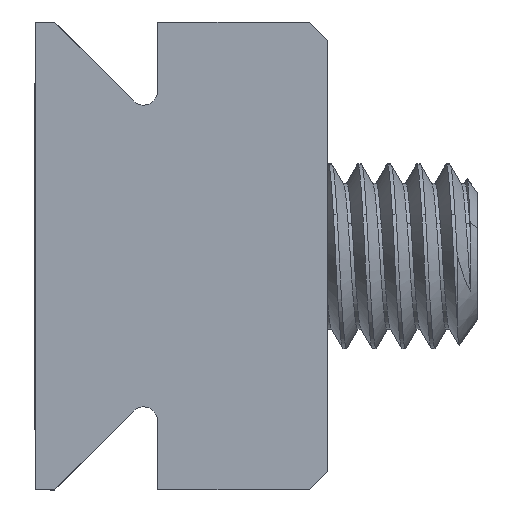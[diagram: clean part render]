
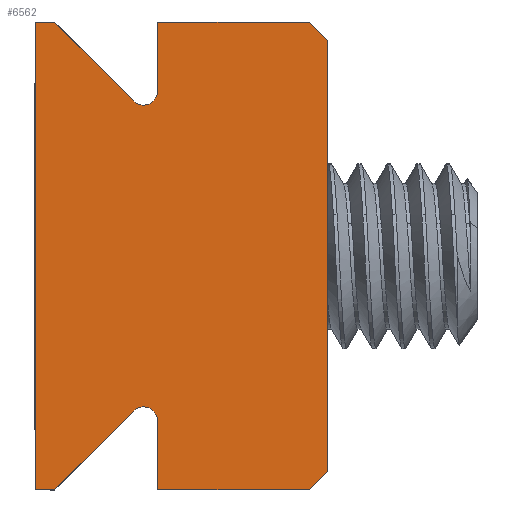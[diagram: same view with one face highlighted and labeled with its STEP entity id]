
A CAD part, left-side view. The second image highlights one B-rep face of the part: STEP entity #6562.
In plain terms, the highlighted planar face has unit normal (-1, 0, 0).
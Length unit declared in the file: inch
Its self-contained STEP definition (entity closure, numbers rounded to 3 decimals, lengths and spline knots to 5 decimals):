
#128 = CARTESIAN_POINT ( 'NONE',  ( -2.916, 0.25, -0.16231 ) ) ;
#334 = EDGE_CURVE ( 'NONE', #3478, #928, #7024, .T. ) ;
#402 = DIRECTION ( 'NONE',  ( 0., 0., -1. ) ) ;
#410 = AXIS2_PLACEMENT_3D ( 'NONE', #3339, #4855, #3247 ) ;
#500 = VERTEX_POINT ( 'NONE', #5660 ) ;
#629 = VECTOR ( 'NONE', #2431, 39.37008 ) ;
#636 = AXIS2_PLACEMENT_3D ( 'NONE', #7393, #3348, #402 ) ;
#687 = CARTESIAN_POINT ( 'NONE',  ( -2.916, 0., 0. ) ) ;
#751 = ORIENTED_EDGE ( 'NONE', *, *, #2134, .T. ) ;
#892 = EDGE_CURVE ( 'NONE', #3085, #5642, #6935, .T. ) ;
#928 = VERTEX_POINT ( 'NONE', #7758 ) ;
#1369 = CARTESIAN_POINT ( 'NONE',  ( -2.916, -0.23031, -0.182 ) ) ;
#1389 = FACE_OUTER_BOUND ( 'NONE', #8938, .T. ) ;
#1424 = CARTESIAN_POINT ( 'NONE',  ( -2.916, 0.16561, 0.02561 ) ) ;
#1448 = EDGE_CURVE ( 'NONE', #2755, #2362, #7031, .T. ) ;
#1501 = DIRECTION ( 'NONE',  ( 0., 1., 0. ) ) ;
#1528 = CIRCLE ( 'NONE', #410, 0.015 ) ;
#1534 = VERTEX_POINT ( 'NONE', #3297 ) ;
#1664 = CARTESIAN_POINT ( 'NONE',  ( -2.916, -0.25, -0.16231 ) ) ;
#1691 = ORIENTED_EDGE ( 'NONE', *, *, #7546, .T. ) ;
#1715 = ORIENTED_EDGE ( 'NONE', *, *, #1913, .T. ) ;
#1859 = ORIENTED_EDGE ( 'NONE', *, *, #334, .T. ) ;
#1888 = ORIENTED_EDGE ( 'NONE', *, *, #8259, .T. ) ;
#1913 = EDGE_CURVE ( 'NONE', #1534, #4135, #6073, .T. ) ;
#1947 = DIRECTION ( 'NONE',  ( 0., -0.707, -0.707 ) ) ;
#1961 = LINE ( 'NONE', #4341, #3215 ) ;
#2134 = EDGE_CURVE ( 'NONE', #9494, #5335, #6585, .T. ) ;
#2225 = DIRECTION ( 'NONE',  ( 0., -1., 0. ) ) ;
#2362 = VERTEX_POINT ( 'NONE', #4453 ) ;
#2431 = DIRECTION ( 'NONE',  ( 0., 0., 1. ) ) ;
#2592 = ORIENTED_EDGE ( 'NONE', *, *, #6183, .T. ) ;
#2745 = CIRCLE ( 'NONE', #636, 0.015 ) ;
#2755 = VERTEX_POINT ( 'NONE', #6242 ) ;
#2762 = CARTESIAN_POINT ( 'NONE',  ( -2.916, 0.23031, -0.182 ) ) ;
#2824 = DIRECTION ( 'NONE',  ( 0., 0., -1. ) ) ;
#2933 = CARTESIAN_POINT ( 'NONE',  ( -2.916, 0.14, 0. ) ) ;
#3018 = DIRECTION ( 'NONE',  ( 1., 0., 0. ) ) ;
#3062 = VECTOR ( 'NONE', #1947, 39.37008 ) ;
#3085 = VERTEX_POINT ( 'NONE', #6871 ) ;
#3215 = VECTOR ( 'NONE', #4193, 39.37008 ) ;
#3228 = LINE ( 'NONE', #6353, #8366 ) ;
#3235 = ORIENTED_EDGE ( 'NONE', *, *, #7769, .T. ) ;
#3247 = DIRECTION ( 'NONE',  ( 0., 0., -1. ) ) ;
#3281 = CARTESIAN_POINT ( 'NONE',  ( -2.916, -0.17621, 0. ) ) ;
#3297 = CARTESIAN_POINT ( 'NONE',  ( -2.916, 0.23031, -0.182 ) ) ;
#3312 = CARTESIAN_POINT ( 'NONE',  ( -2.916, -0.16561, 0.02561 ) ) ;
#3339 = CARTESIAN_POINT ( 'NONE',  ( -2.916, 0.17621, 0.015 ) ) ;
#3348 = DIRECTION ( 'NONE',  ( 1., 0., 0. ) ) ;
#3415 = DIRECTION ( 'NONE',  ( 0., -0.707, 0.707 ) ) ;
#3478 = VERTEX_POINT ( 'NONE', #5296 ) ;
#3751 = DIRECTION ( 'NONE',  ( 0., -0.707, -0.707 ) ) ;
#4028 = DIRECTION ( 'NONE',  ( 0., 0., 1. ) ) ;
#4135 = VERTEX_POINT ( 'NONE', #9040 ) ;
#4178 = VECTOR ( 'NONE', #5647, 39.37008 ) ;
#4193 = DIRECTION ( 'NONE',  ( 0., 1., 0. ) ) ;
#4341 = CARTESIAN_POINT ( 'NONE',  ( -2.916, -0.25, 0.1305 ) ) ;
#4453 = CARTESIAN_POINT ( 'NONE',  ( -2.916, -0.25, 0.1305 ) ) ;
#4855 = DIRECTION ( 'NONE',  ( 1., 0., 0. ) ) ;
#4871 = VECTOR ( 'NONE', #3751, 39.37008 ) ;
#5164 = VECTOR ( 'NONE', #6732, 39.37008 ) ;
#5296 = CARTESIAN_POINT ( 'NONE',  ( -2.916, 0.17621, 0. ) ) ;
#5335 = VERTEX_POINT ( 'NONE', #3281 ) ;
#5355 = EDGE_CURVE ( 'NONE', #9439, #9494, #3228, .T. ) ;
#5642 = VERTEX_POINT ( 'NONE', #1424 ) ;
#5647 = DIRECTION ( 'NONE',  ( 0., 0., -1. ) ) ;
#5660 = CARTESIAN_POINT ( 'NONE',  ( -2.916, 0.25, 0.1305 ) ) ;
#5940 = ORIENTED_EDGE ( 'NONE', *, *, #9424, .T. ) ;
#6073 = LINE ( 'NONE', #1369, #6776 ) ;
#6109 = CARTESIAN_POINT ( 'NONE',  ( -2.916, -0.14, 0. ) ) ;
#6183 = EDGE_CURVE ( 'NONE', #8214, #2755, #8402, .T. ) ;
#6242 = CARTESIAN_POINT ( 'NONE',  ( -2.916, -0.25, 0.11 ) ) ;
#6353 = CARTESIAN_POINT ( 'NONE',  ( -2.916, -0.25, 0. ) ) ;
#6363 = ORIENTED_EDGE ( 'NONE', *, *, #5355, .T. ) ;
#6388 = EDGE_CURVE ( 'NONE', #2362, #500, #1961, .T. ) ;
#6409 = ORIENTED_EDGE ( 'NONE', *, *, #1448, .T. ) ;
#6419 = CARTESIAN_POINT ( 'NONE',  ( -2.916, -0.25, 0. ) ) ;
#6437 = VECTOR ( 'NONE', #8499, 39.37008 ) ;
#6546 = LINE ( 'NONE', #8074, #7747 ) ;
#6562 = ADVANCED_FACE ( 'NONE', ( #1389 ), #7633, .F. ) ;
#6570 = LINE ( 'NONE', #6671, #8975 ) ;
#6585 = LINE ( 'NONE', #8113, #5164 ) ;
#6607 = VERTEX_POINT ( 'NONE', #128 ) ;
#6671 = CARTESIAN_POINT ( 'NONE',  ( -2.916, 0.25, 0.1305 ) ) ;
#6732 = DIRECTION ( 'NONE',  ( 0., 1., 0. ) ) ;
#6776 = VECTOR ( 'NONE', #2225, 39.37008 ) ;
#6801 = VECTOR ( 'NONE', #1501, 39.37008 ) ;
#6816 = EDGE_CURVE ( 'NONE', #6607, #1534, #7271, .T. ) ;
#6871 = CARTESIAN_POINT ( 'NONE',  ( -2.916, 0.25, 0.11 ) ) ;
#6873 = CARTESIAN_POINT ( 'NONE',  ( -2.916, -0.25, 0.11 ) ) ;
#6935 = LINE ( 'NONE', #8412, #4871 ) ;
#7006 = ORIENTED_EDGE ( 'NONE', *, *, #9551, .T. ) ;
#7024 = LINE ( 'NONE', #2933, #6801 ) ;
#7031 = LINE ( 'NONE', #6873, #629 ) ;
#7271 = LINE ( 'NONE', #2762, #3062 ) ;
#7393 = CARTESIAN_POINT ( 'NONE',  ( -2.916, -0.17621, 0.015 ) ) ;
#7546 = EDGE_CURVE ( 'NONE', #5335, #8214, #2745, .T. ) ;
#7633 = PLANE ( 'NONE',  #9190 ) ;
#7747 = VECTOR ( 'NONE', #3415, 39.37008 ) ;
#7758 = CARTESIAN_POINT ( 'NONE',  ( -2.916, 0.25, 0. ) ) ;
#7769 = EDGE_CURVE ( 'NONE', #928, #6607, #9390, .T. ) ;
#8074 = CARTESIAN_POINT ( 'NONE',  ( -2.916, -0.25, -0.16231 ) ) ;
#8113 = CARTESIAN_POINT ( 'NONE',  ( -2.916, -0.25, 0. ) ) ;
#8214 = VERTEX_POINT ( 'NONE', #3312 ) ;
#8259 = EDGE_CURVE ( 'NONE', #4135, #9439, #6546, .T. ) ;
#8366 = VECTOR ( 'NONE', #4028, 39.37008 ) ;
#8402 = LINE ( 'NONE', #6109, #6437 ) ;
#8412 = CARTESIAN_POINT ( 'NONE',  ( -2.916, 0.25, 0.11 ) ) ;
#8465 = ORIENTED_EDGE ( 'NONE', *, *, #6816, .T. ) ;
#8499 = DIRECTION ( 'NONE',  ( 0., -0.707, 0.707 ) ) ;
#8593 = CARTESIAN_POINT ( 'NONE',  ( -2.916, 0.25, 0. ) ) ;
#8734 = ORIENTED_EDGE ( 'NONE', *, *, #6388, .T. ) ;
#8938 = EDGE_LOOP ( 'NONE', ( #3235, #8465, #1715, #1888, #6363, #751, #1691, #2592, #6409, #8734, #7006, #8989, #5940, #1859 ) ) ;
#8975 = VECTOR ( 'NONE', #2824, 39.37008 ) ;
#8989 = ORIENTED_EDGE ( 'NONE', *, *, #892, .T. ) ;
#9040 = CARTESIAN_POINT ( 'NONE',  ( -2.916, -0.23031, -0.182 ) ) ;
#9185 = DIRECTION ( 'NONE',  ( 0., 0., -1. ) ) ;
#9190 = AXIS2_PLACEMENT_3D ( 'NONE', #687, #3018, #9185 ) ;
#9390 = LINE ( 'NONE', #8593, #4178 ) ;
#9424 = EDGE_CURVE ( 'NONE', #5642, #3478, #1528, .T. ) ;
#9439 = VERTEX_POINT ( 'NONE', #1664 ) ;
#9494 = VERTEX_POINT ( 'NONE', #6419 ) ;
#9551 = EDGE_CURVE ( 'NONE', #500, #3085, #6570, .T. ) ;
